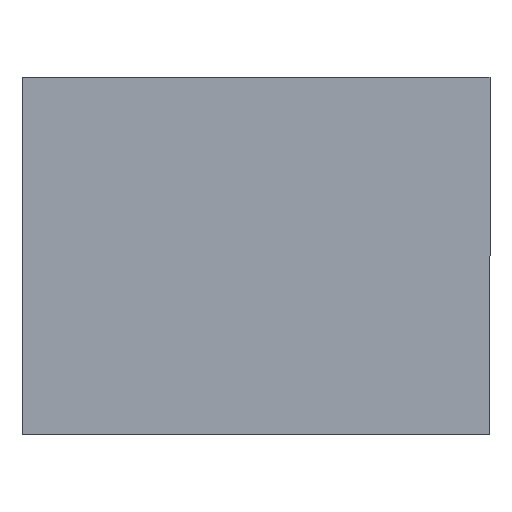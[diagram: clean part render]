
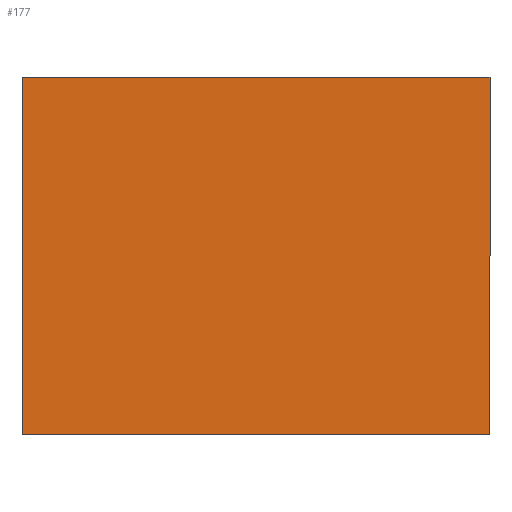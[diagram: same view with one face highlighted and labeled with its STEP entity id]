
A CAD part, front view. The second image highlights one B-rep face of the part: STEP entity #177.
In plain terms, the highlighted planar face has unit normal (0, -1, 0).
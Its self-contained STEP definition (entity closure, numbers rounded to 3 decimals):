
#1 = ORIENTED_EDGE ( 'NONE', *, *, #132, .F. ) ;
#4 = VECTOR ( 'NONE', #110, 1000. ) ;
#10 = VECTOR ( 'NONE', #118, 1000. ) ;
#11 = EDGE_CURVE ( 'NONE', #73, #138, #119, .T. ) ;
#12 = CARTESIAN_POINT ( 'NONE',  ( 0., 0., 0. ) ) ;
#13 = VECTOR ( 'NONE', #187, 1000. ) ;
#23 = DIRECTION ( 'NONE',  ( 0., 0., -1. ) ) ;
#31 = DIRECTION ( 'NONE',  ( 0., 1., 0. ) ) ;
#38 = LINE ( 'NONE', #54, #4 ) ;
#47 = CARTESIAN_POINT ( 'NONE',  ( 251., 0., -191.5 ) ) ;
#49 = DIRECTION ( 'NONE',  ( 0., 0., 1. ) ) ;
#51 = EDGE_LOOP ( 'NONE', ( #124, #105, #82, #1 ) ) ;
#54 = CARTESIAN_POINT ( 'NONE',  ( -251., 0., 191.5 ) ) ;
#59 = EDGE_CURVE ( 'NONE', #158, #172, #140, .T. ) ;
#73 = VERTEX_POINT ( 'NONE', #161 ) ;
#82 = ORIENTED_EDGE ( 'NONE', *, *, #11, .F. ) ;
#90 = VECTOR ( 'NONE', #23, 1000. ) ;
#91 = EDGE_CURVE ( 'NONE', #138, #158, #38, .T. ) ;
#96 = AXIS2_PLACEMENT_3D ( 'NONE', #12, #31, #49 ) ;
#105 = ORIENTED_EDGE ( 'NONE', *, *, #91, .F. ) ;
#110 = DIRECTION ( 'NONE',  ( 1., 0., 0. ) ) ;
#116 = PLANE ( 'NONE',  #96 ) ;
#118 = DIRECTION ( 'NONE',  ( -1., 0., 0. ) ) ;
#119 = LINE ( 'NONE', #142, #13 ) ;
#124 = ORIENTED_EDGE ( 'NONE', *, *, #59, .F. ) ;
#132 = EDGE_CURVE ( 'NONE', #172, #73, #166, .T. ) ;
#133 = CARTESIAN_POINT ( 'NONE',  ( -251., 0., -191.5 ) ) ;
#138 = VERTEX_POINT ( 'NONE', #186 ) ;
#140 = LINE ( 'NONE', #47, #90 ) ;
#142 = CARTESIAN_POINT ( 'NONE',  ( -251., 0., -191.5 ) ) ;
#158 = VERTEX_POINT ( 'NONE', #179 ) ;
#161 = CARTESIAN_POINT ( 'NONE',  ( -251., 0., -191.5 ) ) ;
#166 = LINE ( 'NONE', #133, #10 ) ;
#167 = FACE_OUTER_BOUND ( 'NONE', #51, .T. ) ;
#172 = VERTEX_POINT ( 'NONE', #195 ) ;
#177 = ADVANCED_FACE ( 'NONE', ( #167 ), #116, .F. ) ;
#179 = CARTESIAN_POINT ( 'NONE',  ( 251., 0., 191.5 ) ) ;
#186 = CARTESIAN_POINT ( 'NONE',  ( -251., 0., 191.5 ) ) ;
#187 = DIRECTION ( 'NONE',  ( 0., 0., 1. ) ) ;
#195 = CARTESIAN_POINT ( 'NONE',  ( 251., 0., -191.5 ) ) ;
